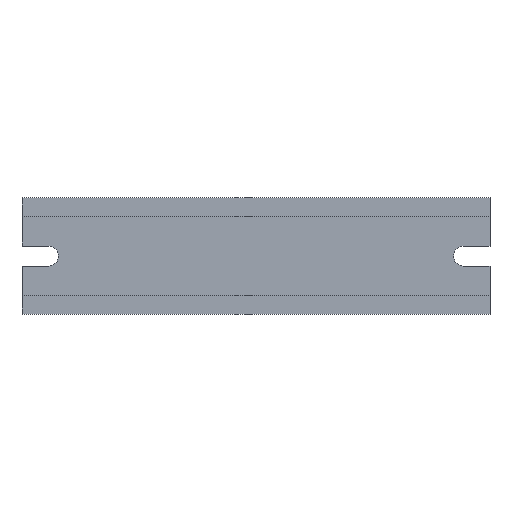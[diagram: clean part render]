
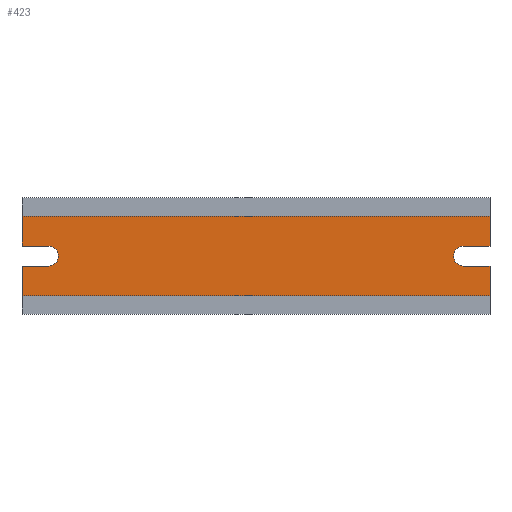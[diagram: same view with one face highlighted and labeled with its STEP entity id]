
A CAD part, top view. The second image highlights one B-rep face of the part: STEP entity #423.
In plain terms, the highlighted planar face has unit normal (0, 0, 1).
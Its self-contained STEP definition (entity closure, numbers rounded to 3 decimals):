
#6 = EDGE_CURVE ( 'NONE', #381, #417, #44, .T. ) ;
#7 = LINE ( 'NONE', #717, #498 ) ;
#17 = CARTESIAN_POINT ( 'NONE',  ( -62.5, 0., 1.5 ) ) ;
#20 = DIRECTION ( 'NONE',  ( 0., 1., 0. ) ) ;
#22 = VERTEX_POINT ( 'NONE', #755 ) ;
#24 = EDGE_CURVE ( 'NONE', #741, #201, #282, .T. ) ;
#44 = LINE ( 'NONE', #286, #584 ) ;
#45 = AXIS2_PLACEMENT_3D ( 'NONE', #453, #162, #396 ) ;
#46 = VERTEX_POINT ( 'NONE', #232 ) ;
#56 = ORIENTED_EDGE ( 'NONE', *, *, #161, .T. ) ;
#58 = CARTESIAN_POINT ( 'NONE',  ( 70.5, -12., 1.5 ) ) ;
#95 = DIRECTION ( 'NONE',  ( 0., 0., 1. ) ) ;
#106 = CARTESIAN_POINT ( 'NONE',  ( -62.5, 0., 1.5 ) ) ;
#113 = VECTOR ( 'NONE', #193, 1000. ) ;
#117 = CARTESIAN_POINT ( 'NONE',  ( 70.5, -13.5, 1.5 ) ) ;
#121 = ORIENTED_EDGE ( 'NONE', *, *, #24, .F. ) ;
#140 = EDGE_CURVE ( 'NONE', #46, #630, #243, .T. ) ;
#142 = CARTESIAN_POINT ( 'NONE',  ( 70.5, -3., 1.5 ) ) ;
#160 = ORIENTED_EDGE ( 'NONE', *, *, #356, .F. ) ;
#161 = EDGE_CURVE ( 'NONE', #465, #417, #7, .T. ) ;
#162 = DIRECTION ( 'NONE',  ( 0., 0., 1. ) ) ;
#170 = DIRECTION ( 'NONE',  ( 0., -1., 0. ) ) ;
#186 = ORIENTED_EDGE ( 'NONE', *, *, #219, .F. ) ;
#191 = AXIS2_PLACEMENT_3D ( 'NONE', #106, #95, #231 ) ;
#193 = DIRECTION ( 'NONE',  ( -1., 0., 0. ) ) ;
#194 = VECTOR ( 'NONE', #375, 1000. ) ;
#198 = ORIENTED_EDGE ( 'NONE', *, *, #759, .F. ) ;
#201 = VERTEX_POINT ( 'NONE', #235 ) ;
#203 = LINE ( 'NONE', #660, #194 ) ;
#205 = DIRECTION ( 'NONE',  ( 1., 0., 0. ) ) ;
#209 = CARTESIAN_POINT ( 'NONE',  ( -62.5, 3., 1.5 ) ) ;
#210 = LINE ( 'NONE', #142, #242 ) ;
#219 = EDGE_CURVE ( 'NONE', #46, #741, #293, .T. ) ;
#223 = LINE ( 'NONE', #571, #676 ) ;
#231 = DIRECTION ( 'NONE',  ( 1., 0., 0. ) ) ;
#232 = CARTESIAN_POINT ( 'NONE',  ( 70.5, -12., 1.5 ) ) ;
#235 = CARTESIAN_POINT ( 'NONE',  ( -70.5, -3., 1.5 ) ) ;
#242 = VECTOR ( 'NONE', #258, 1000. ) ;
#243 = LINE ( 'NONE', #117, #681 ) ;
#246 = DIRECTION ( 'NONE',  ( -1., 0., 0. ) ) ;
#247 = ORIENTED_EDGE ( 'NONE', *, *, #378, .T. ) ;
#253 = CARTESIAN_POINT ( 'NONE',  ( 70.5, -13.5, 1.5 ) ) ;
#258 = DIRECTION ( 'NONE',  ( 1., 0., 0. ) ) ;
#261 = CARTESIAN_POINT ( 'NONE',  ( -70.5, 3., 1.5 ) ) ;
#262 = VECTOR ( 'NONE', #346, 1000. ) ;
#263 = ORIENTED_EDGE ( 'NONE', *, *, #140, .T. ) ;
#272 = FACE_OUTER_BOUND ( 'NONE', #395, .T. ) ;
#278 = CARTESIAN_POINT ( 'NONE',  ( 62.5, -3., 1.5 ) ) ;
#281 = PLANE ( 'NONE',  #450 ) ;
#282 = LINE ( 'NONE', #683, #262 ) ;
#286 = CARTESIAN_POINT ( 'NONE',  ( -70.5, -13.5, 1.5 ) ) ;
#287 = CIRCLE ( 'NONE', #363, 3. ) ;
#293 = LINE ( 'NONE', #58, #768 ) ;
#295 = ORIENTED_EDGE ( 'NONE', *, *, #671, .F. ) ;
#306 = ORIENTED_EDGE ( 'NONE', *, *, #441, .F. ) ;
#346 = DIRECTION ( 'NONE',  ( 0., 1., 0. ) ) ;
#355 = CARTESIAN_POINT ( 'NONE',  ( 70.5, -3., 1.5 ) ) ;
#356 = EDGE_CURVE ( 'NONE', #500, #630, #210, .T. ) ;
#363 = AXIS2_PLACEMENT_3D ( 'NONE', #17, #497, #205 ) ;
#375 = DIRECTION ( 'NONE',  ( -1., 0., 0. ) ) ;
#378 = EDGE_CURVE ( 'NONE', #695, #465, #673, .T. ) ;
#381 = VERTEX_POINT ( 'NONE', #261 ) ;
#395 = EDGE_LOOP ( 'NONE', ( #160, #507, #198, #247, #56, #688, #295, #585, #641, #306, #121, #186, #263 ) ) ;
#396 = DIRECTION ( 'NONE',  ( -1., 0., 0. ) ) ;
#403 = CARTESIAN_POINT ( 'NONE',  ( -70.5, 12., 1.5 ) ) ;
#417 = VERTEX_POINT ( 'NONE', #403 ) ;
#421 = CARTESIAN_POINT ( 'NONE',  ( 62.5, 3., 1.5 ) ) ;
#423 = ADVANCED_FACE ( 'NONE', ( #272 ), #281, .T. ) ;
#426 = CARTESIAN_POINT ( 'NONE',  ( 70.5, 3., 1.5 ) ) ;
#441 = EDGE_CURVE ( 'NONE', #201, #22, #223, .T. ) ;
#450 = AXIS2_PLACEMENT_3D ( 'NONE', #750, #682, #170 ) ;
#453 = CARTESIAN_POINT ( 'NONE',  ( 62.5, 0., 1.5 ) ) ;
#456 = EDGE_CURVE ( 'NONE', #574, #578, #568, .T. ) ;
#458 = DIRECTION ( 'NONE',  ( 0., 1., 0. ) ) ;
#465 = VERTEX_POINT ( 'NONE', #626 ) ;
#476 = DIRECTION ( 'NONE',  ( 0., 1., 0. ) ) ;
#494 = CARTESIAN_POINT ( 'NONE',  ( -70.5, -12., 1.5 ) ) ;
#497 = DIRECTION ( 'NONE',  ( 0., 0., 1. ) ) ;
#498 = VECTOR ( 'NONE', #246, 1000. ) ;
#500 = VERTEX_POINT ( 'NONE', #278 ) ;
#507 = ORIENTED_EDGE ( 'NONE', *, *, #539, .F. ) ;
#520 = CIRCLE ( 'NONE', #45, 3. ) ;
#524 = CARTESIAN_POINT ( 'NONE',  ( -62.5, 3., 1.5 ) ) ;
#539 = EDGE_CURVE ( 'NONE', #569, #500, #520, .T. ) ;
#568 = CIRCLE ( 'NONE', #191, 3. ) ;
#569 = VERTEX_POINT ( 'NONE', #421 ) ;
#571 = CARTESIAN_POINT ( 'NONE',  ( -70.5, -3., 1.5 ) ) ;
#574 = VERTEX_POINT ( 'NONE', #711 ) ;
#578 = VERTEX_POINT ( 'NONE', #524 ) ;
#584 = VECTOR ( 'NONE', #458, 1000. ) ;
#585 = ORIENTED_EDGE ( 'NONE', *, *, #456, .F. ) ;
#606 = LINE ( 'NONE', #209, #113 ) ;
#626 = CARTESIAN_POINT ( 'NONE',  ( 70.5, 12., 1.5 ) ) ;
#630 = VERTEX_POINT ( 'NONE', #355 ) ;
#641 = ORIENTED_EDGE ( 'NONE', *, *, #763, .F. ) ;
#660 = CARTESIAN_POINT ( 'NONE',  ( 62.5, 3., 1.5 ) ) ;
#671 = EDGE_CURVE ( 'NONE', #578, #381, #606, .T. ) ;
#673 = LINE ( 'NONE', #253, #720 ) ;
#676 = VECTOR ( 'NONE', #689, 1000. ) ;
#681 = VECTOR ( 'NONE', #476, 1000. ) ;
#682 = DIRECTION ( 'NONE',  ( 0., 0., 1. ) ) ;
#683 = CARTESIAN_POINT ( 'NONE',  ( -70.5, -13.5, 1.5 ) ) ;
#688 = ORIENTED_EDGE ( 'NONE', *, *, #6, .F. ) ;
#689 = DIRECTION ( 'NONE',  ( 1., 0., 0. ) ) ;
#695 = VERTEX_POINT ( 'NONE', #426 ) ;
#711 = CARTESIAN_POINT ( 'NONE',  ( -59.5, 0., 1.5 ) ) ;
#717 = CARTESIAN_POINT ( 'NONE',  ( 70.5, 12., 1.5 ) ) ;
#720 = VECTOR ( 'NONE', #20, 1000. ) ;
#741 = VERTEX_POINT ( 'NONE', #494 ) ;
#750 = CARTESIAN_POINT ( 'NONE',  ( 70.5, -13.5, 1.5 ) ) ;
#755 = CARTESIAN_POINT ( 'NONE',  ( -62.5, -3., 1.5 ) ) ;
#759 = EDGE_CURVE ( 'NONE', #695, #569, #203, .T. ) ;
#762 = DIRECTION ( 'NONE',  ( -1., 0., 0. ) ) ;
#763 = EDGE_CURVE ( 'NONE', #22, #574, #287, .T. ) ;
#768 = VECTOR ( 'NONE', #762, 1000. ) ;
